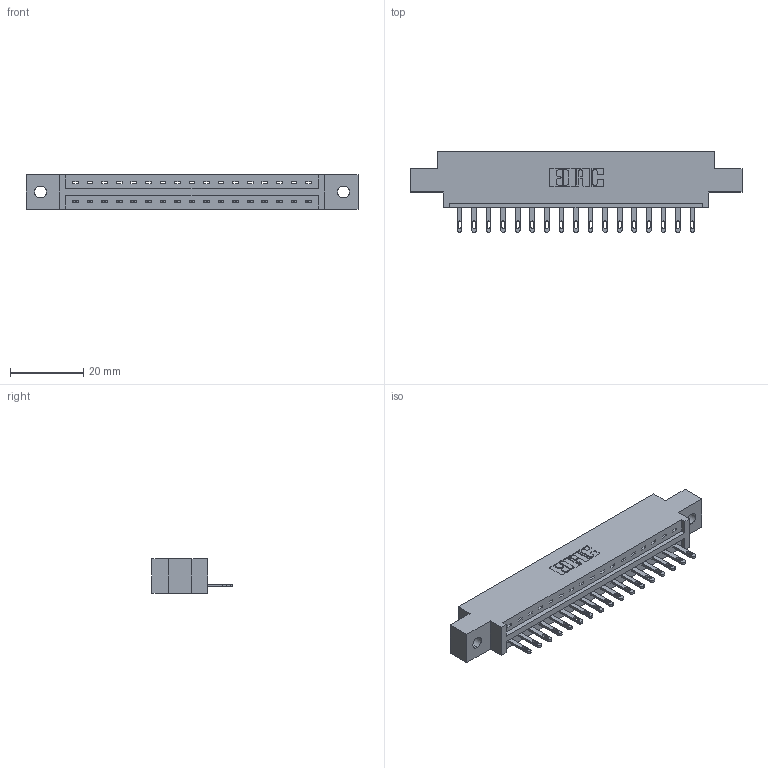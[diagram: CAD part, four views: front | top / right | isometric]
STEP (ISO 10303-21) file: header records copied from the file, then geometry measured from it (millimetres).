
FILE_DESCRIPTION (( 'STEP AP203' ), '1' );
FILE_NAME ('337-017-500-602.STEP', '2019-09-28T18:17:27', ( '' ), ( '' ), 'SwSTEP 2.0', 'SolidWorks 2016', '' );
FILE_SCHEMA (( 'CONFIG_CONTROL_DESIGN' ));
Length unit declared in the file: inch
Products named in the file (3): 345-292-001_345-293-100; 337 Part_0.170 Offset - 0.128 Dia; 337-017-500-602
Assembly tree (18 placements, depth 2):
  337-017-500-602
    337 Part_0.170 Offset - 0.128 Dia
    345-292-001_345-293-100  x17
Bounding box: 90.37 x 21.85 x 9.4 mm (x, y, z)
Volume: 8936.3 mm3; surface area: 8961.8 mm2
Topology: 18 solids, 18 shells, 1104 faces, 3383 edges, 2254 vertices
Faces by surface type: plane 754, cylinder 350
Entity records: 15935 total; most frequent: CARTESIAN_POINT 2781, ORIENTED_EDGE 2734, DIRECTION 2393, EDGE_CURVE 1367, VECTOR 1235, LINE 1235, VERTEX_POINT 910, AXIS2_PLACEMENT_3D 579
